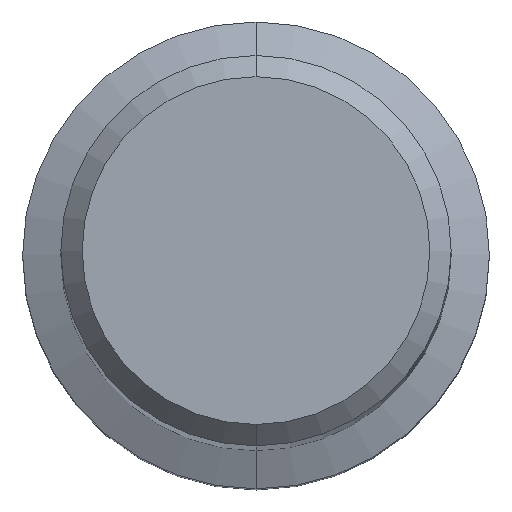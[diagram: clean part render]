
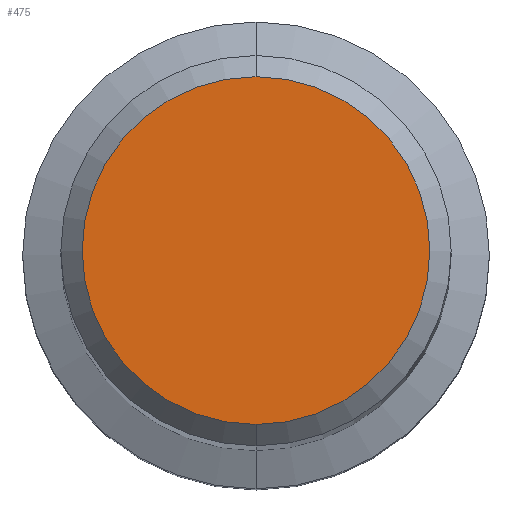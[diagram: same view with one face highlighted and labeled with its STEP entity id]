
A CAD part, top view. The second image highlights one B-rep face of the part: STEP entity #475.
In plain terms, the highlighted planar face has unit normal (0, 0, 1).
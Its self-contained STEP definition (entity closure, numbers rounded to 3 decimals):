
#283=EDGE_CURVE('',#373,#287,#649,.T.);
#287=VERTEX_POINT('',#654);
#373=VERTEX_POINT('',#749);
#475=ADVANCED_FACE('',(#864),#865,.T.);
#527=EDGE_CURVE('',#287,#373,#918,.T.);
#649=CIRCLE('',#1094,4.9);
#654=CARTESIAN_POINT('',(0.,-4.9,0.0));
#749=CARTESIAN_POINT('',(0.0,4.9,0.0));
#864=FACE_OUTER_BOUND('',#1559,.T.);
#865=PLANE('',#1560);
#918=CIRCLE('',#1664,4.9);
#1094=AXIS2_PLACEMENT_3D('',#1791,#1792,#1793);
#1559=EDGE_LOOP('',(#2053,#2054));
#1560=AXIS2_PLACEMENT_3D('',#2055,#2056,#2057);
#1664=AXIS2_PLACEMENT_3D('',#2098,#2099,#2100);
#1791=CARTESIAN_POINT('',(0.0,0.0,0.0));
#1792=DIRECTION('',(0.0,0.0,-1.0));
#1793=DIRECTION('',(0.0,1.0,0.0));
#2053=ORIENTED_EDGE('',*,*,#283,.F.);
#2054=ORIENTED_EDGE('',*,*,#527,.F.);
#2055=CARTESIAN_POINT('',(0.0,2.45,0.0));
#2056=DIRECTION('',(-0.0,0.0,1.0));
#2057=DIRECTION('',(0.0,-1.0,0.0));
#2098=CARTESIAN_POINT('',(0.0,0.0,0.0));
#2099=DIRECTION('',(0.0,0.0,-1.0));
#2100=DIRECTION('',(0.0,1.0,0.0));
